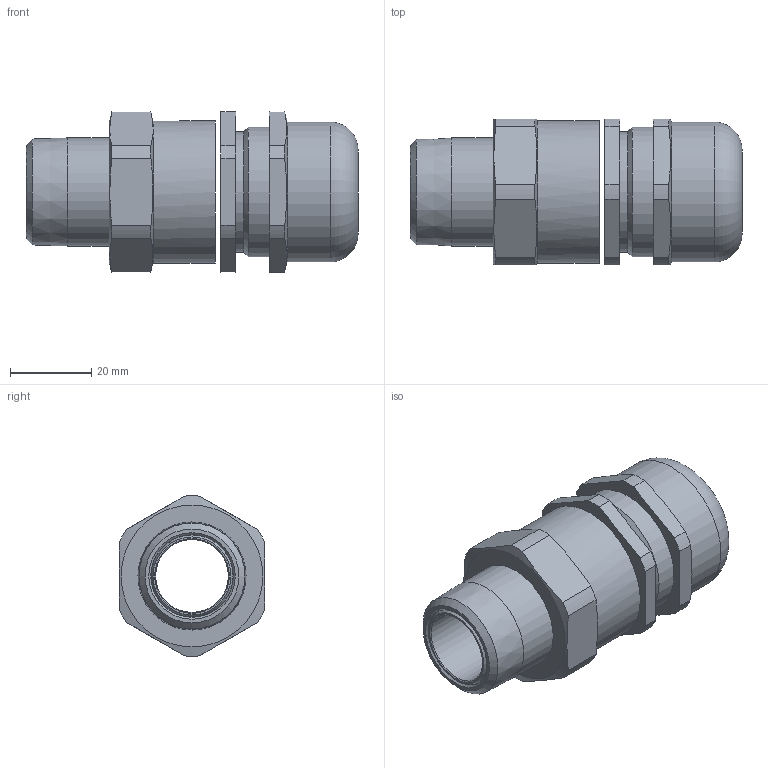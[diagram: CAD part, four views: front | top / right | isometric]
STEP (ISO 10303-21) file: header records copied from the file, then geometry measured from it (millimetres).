
FILE_DESCRIPTION (( 'STEP AP203' ), '1' );
FILE_NAME ('25PXSS2KREX1RA032.STEP', '2018-02-06T13:27:30', ( '' ), ( '' ), 'SwSTEP 2.0', 'SolidWorks 2017', '' );
FILE_SCHEMA (( 'CONFIG_CONTROL_DESIGN' ));
Length unit declared in the file: millimetre
Products named in the file (1): 25PXSS2KREX1RA032
Bounding box: 81.95 x 36 x 39.59 mm (x, y, z)
Surface area: 17029.3 mm2 (no closed solid volume)
Topology: 0 solids, 10 shells, 93 faces, 400 edges, 319 vertices
Faces by surface type: plane 40, cylinder 28, cone 12, bspline 12, torus 1
Full cylindrical faces by diameter (mm): 17.95 x1, 20.1 x1, 20.2 x1, 20.35 x1, 26.68 x1, 29.8 x1, 30.2 x1, 32 x1, 34.5 x1, 35.1 x1
Entity records: 6287 total; most frequent: CARTESIAN_POINT 3340, ORIENTED_EDGE 528, DIRECTION 476, EDGE_CURVE 372, VERTEX_POINT 314, LINE 174, VECTOR 174, AXIS2_PLACEMENT_3D 151
